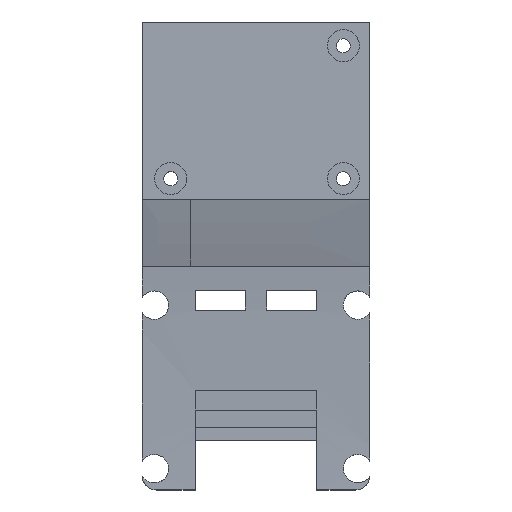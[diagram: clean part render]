
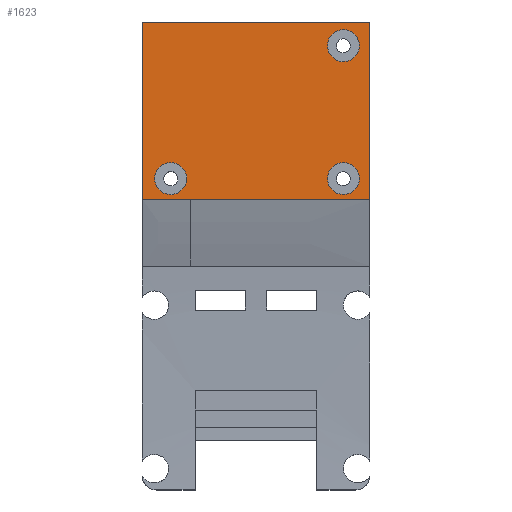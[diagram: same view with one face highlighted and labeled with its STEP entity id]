
A CAD part, top view. The second image highlights one B-rep face of the part: STEP entity #1623.
In plain terms, the highlighted planar face has unit normal (0, 0, 1).
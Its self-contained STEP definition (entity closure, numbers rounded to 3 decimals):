
#114=FACE_BOUND('',#289,.T.);
#115=FACE_BOUND('',#290,.T.);
#116=FACE_BOUND('',#291,.T.);
#129=PLANE('',#1735);
#195=FACE_OUTER_BOUND('',#288,.T.);
#288=EDGE_LOOP('',(#1203,#1204,#1205,#1206,#1207));
#289=EDGE_LOOP('',(#1208));
#290=EDGE_LOOP('',(#1209));
#291=EDGE_LOOP('',(#1210));
#392=LINE('',#2291,#537);
#393=LINE('',#2326,#538);
#396=LINE('',#2336,#541);
#403=LINE('',#2351,#548);
#404=LINE('',#2352,#549);
#537=VECTOR('',#1909,10.);
#538=VECTOR('',#1912,10.);
#541=VECTOR('',#1917,10.);
#548=VECTOR('',#1930,10.);
#549=VECTOR('',#1931,10.);
#652=CIRCLE('',#1698,2.25);
#655=CIRCLE('',#1703,2.25);
#658=CIRCLE('',#1708,2.25);
#683=VERTEX_POINT('',#2151);
#685=VERTEX_POINT('',#2159);
#687=VERTEX_POINT('',#2167);
#728=VERTEX_POINT('',#2285);
#729=VERTEX_POINT('',#2290);
#731=VERTEX_POINT('',#2316);
#734=VERTEX_POINT('',#2334);
#739=VERTEX_POINT('',#2350);
#852=EDGE_CURVE('',#683,#683,#652,.T.);
#856=EDGE_CURVE('',#685,#685,#655,.T.);
#860=EDGE_CURVE('',#687,#687,#658,.T.);
#906=EDGE_CURVE('',#728,#729,#392,.T.);
#911=EDGE_CURVE('',#729,#731,#393,.T.);
#915=EDGE_CURVE('',#734,#728,#396,.T.);
#922=EDGE_CURVE('',#734,#739,#403,.T.);
#923=EDGE_CURVE('',#739,#731,#404,.T.);
#1203=ORIENTED_EDGE('',*,*,#906,.F.);
#1204=ORIENTED_EDGE('',*,*,#915,.F.);
#1205=ORIENTED_EDGE('',*,*,#922,.T.);
#1206=ORIENTED_EDGE('',*,*,#923,.T.);
#1207=ORIENTED_EDGE('',*,*,#911,.F.);
#1208=ORIENTED_EDGE('',*,*,#852,.T.);
#1209=ORIENTED_EDGE('',*,*,#856,.T.);
#1210=ORIENTED_EDGE('',*,*,#860,.T.);
#1623=ADVANCED_FACE('',(#195,#114,#115,#116),#129,.T.);
#1698=AXIS2_PLACEMENT_3D('',#2153,#1812,#1813);
#1703=AXIS2_PLACEMENT_3D('',#2161,#1823,#1824);
#1708=AXIS2_PLACEMENT_3D('',#2169,#1834,#1835);
#1735=AXIS2_PLACEMENT_3D('',#2349,#1928,#1929);
#1812=DIRECTION('center_axis',(0.,0.,
-1.));
#1813=DIRECTION('ref_axis',(1.,0.,0.));
#1823=DIRECTION('center_axis',(0.,0.,
-1.));
#1824=DIRECTION('ref_axis',(1.,0.,0.));
#1834=DIRECTION('center_axis',(0.,0.,
-1.));
#1835=DIRECTION('ref_axis',(1.,0.,0.));
#1909=DIRECTION('',(-1.,0.,0.));
#1912=DIRECTION('',(-1.,0.,0.));
#1917=DIRECTION('',(0.,-1.,0.));
#1928=DIRECTION('center_axis',(0.,0.,
1.));
#1929=DIRECTION('ref_axis',(0.,1.,0.));
#1930=DIRECTION('',(-1.,0.,0.));
#1931=DIRECTION('',(0.,-1.,0.));
#2151=CARTESIAN_POINT('',(23.75,-75.7,11.));
#2153=CARTESIAN_POINT('Origin',(26.,-75.7,11.));
#2159=CARTESIAN_POINT('',(48.05,-75.7,11.));
#2161=CARTESIAN_POINT('Origin',(50.3,-75.7,11.));
#2167=CARTESIAN_POINT('',(48.05,-57.,11.));
#2169=CARTESIAN_POINT('Origin',(50.3,-57.,11.));
#2285=CARTESIAN_POINT('',(54.,-78.576,11.));
#2290=CARTESIAN_POINT('',(28.8,-78.576,11.));
#2291=CARTESIAN_POINT('',(54.,-78.576,11.));
#2316=CARTESIAN_POINT('',(22.,-78.576,11.));
#2326=CARTESIAN_POINT('',(54.,-78.576,11.));
#2334=CARTESIAN_POINT('',(54.,-53.669,11.));
#2336=CARTESIAN_POINT('',(54.,-53.669,11.));
#2349=CARTESIAN_POINT('Origin',(54.,-78.576,11.));
#2350=CARTESIAN_POINT('',(22.,-53.669,11.));
#2351=CARTESIAN_POINT('',(54.,-53.669,11.));
#2352=CARTESIAN_POINT('',(22.,-74.706,11.));
